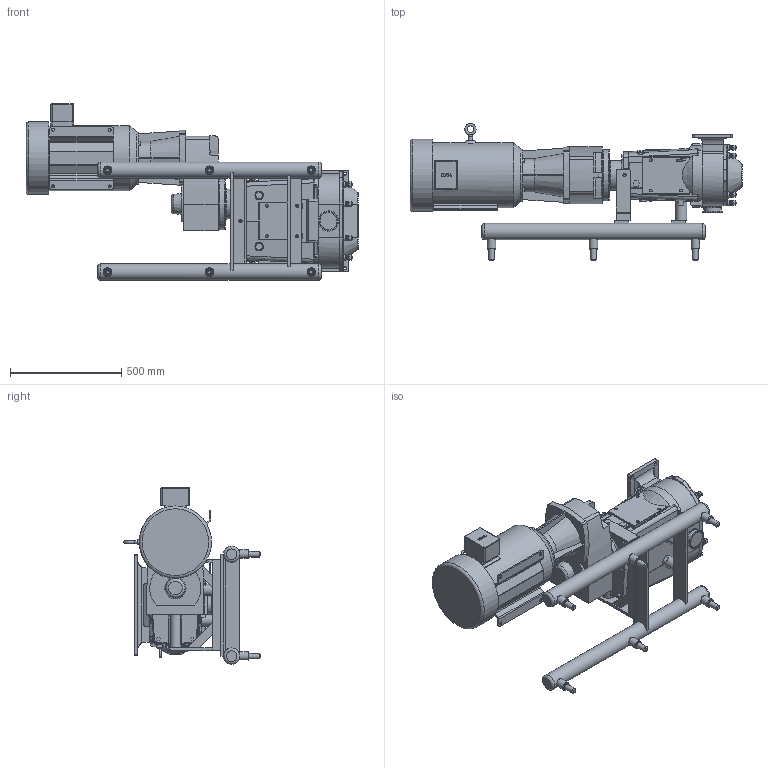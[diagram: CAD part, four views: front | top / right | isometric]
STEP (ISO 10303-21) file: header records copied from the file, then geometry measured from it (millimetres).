
FILE_DESCRIPTION(/* description */ (''),/* implementation_level */ '2;1');
FILE_NAME(/* name */ 'U2_184U2_256TC_(3.28 x 11.25)x3_S-Line_20HP_SIDE_SM.stp',/* time_stamp */ '2021-05-24T18:39:55+05:00',/* author */ ('trtmhr'),/* organization */ (''),/* preprocessor_version */ 'ST-DEVELOPER v18.1',/* originating_system */ 'Autodesk Inventor 2020',/* authorisation */ '');
FILE_SCHEMA (('AUTOMOTIVE_DESIGN { 1 0 10303 214 3 1 1 }'));
Length unit declared in the file: inch
Products named in the file (1): U2_184U2_256TC_(3.28 x 11.25)x3_S-Line_20HP_SIDE_SM
Bounding box: 1489.86 x 612.66 x 792.04 mm (x, y, z)
Volume: 117331807.3 mm3; surface area: 3407295.3 mm2
Topology: 6 solids, 6 shells, 1194 faces, 3101 edges, 1993 vertices
Faces by surface type: plane 540, cylinder 338, bspline 148, torus 94, cone 48, sphere 26
Full cylindrical faces by diameter (mm): 2.54 x2, 5.08 x1, 7.62 x2, 7.798 x1, 10.719 x1, 12.395 x5, 12.7 x8, 13.462 x10, 14.224 x2, 14.3 x3, 14.478 x1, 19.05 x8, 19.304 x1, 25.4 x14, 38.1 x6, 50.8 x2, 76.2 x1, 78.461 x1, 78.486 x1, 79.477 x1, 91.008 x1, 133.35 x1, 229.997 x1, 230.124 x1, 232.994 x1, 292.329 x1, 324.612 x1
Entity records: 41740 total; most frequent: CARTESIAN_POINT 12229, ORIENTED_EDGE 6180, DIRECTION 6085, EDGE_CURVE 3090, AXIS2_PLACEMENT_3D 2249, VERTEX_POINT 1993, LINE 1587, VECTOR 1587
